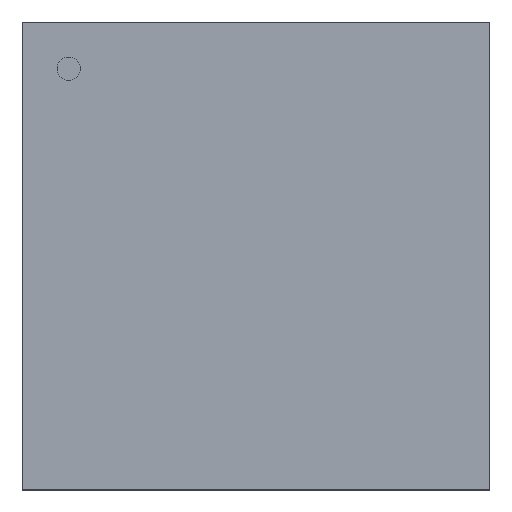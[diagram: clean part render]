
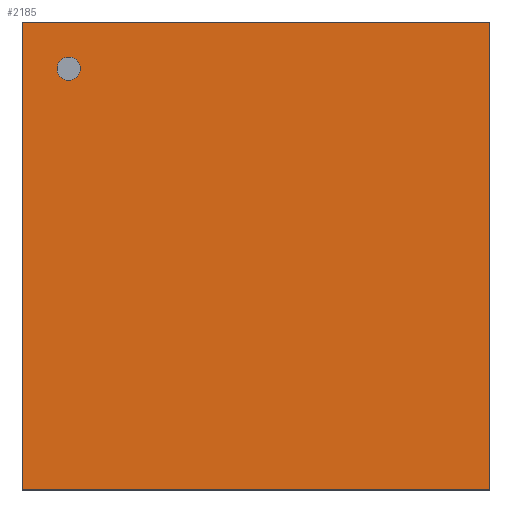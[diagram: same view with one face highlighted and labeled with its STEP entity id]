
A CAD part, top view. The second image highlights one B-rep face of the part: STEP entity #2185.
In plain terms, the highlighted planar face has unit normal (0, 0, 1).
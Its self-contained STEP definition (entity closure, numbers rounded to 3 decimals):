
#1961=CARTESIAN_POINT('',(5.08,-5.08,0.61));
#1960=VERTEX_POINT('',#1961);
#1971=CARTESIAN_POINT('',(-5.08,-5.08,0.61));
#1970=VERTEX_POINT('',#1971);
#1969=EDGE_CURVE('',#1970,#1960,#1974,.T.);
#1974=LINE('',#1971,#1976);
#1976=VECTOR('',#1977,10.16);
#1977=DIRECTION('',(1.0,0.0,0.0));
#2010=CARTESIAN_POINT('',(5.08,5.08,0.61));
#2009=VERTEX_POINT('',#2010);
#2018=EDGE_CURVE('',#1960,#2009,#2023,.T.);
#2023=LINE('',#1961,#2025);
#2025=VECTOR('',#2026,10.16);
#2026=DIRECTION('',(0.0,1.0,0.0));
#2059=CARTESIAN_POINT('',(-5.08,5.08,0.61));
#2058=VERTEX_POINT('',#2059);
#2067=EDGE_CURVE('',#2009,#2058,#2072,.T.);
#2072=LINE('',#2010,#2074);
#2074=VECTOR('',#2075,10.16);
#2075=DIRECTION('',(-1.0,0.0,0.0));
#2116=EDGE_CURVE('',#2058,#1970,#2121,.T.);
#2121=LINE('',#2059,#2123);
#2123=VECTOR('',#2124,10.16);
#2124=DIRECTION('',(0.0,-1.0,0.0));
#2185=ADVANCED_FACE('',(#2191),#2186,.T.);
#2186=PLANE('',#2187);
#2187=AXIS2_PLACEMENT_3D('',#2188,#2189,#2190);
#2188=CARTESIAN_POINT('',(-5.08,-5.08,0.61));
#2189=DIRECTION('',(0.0,0.0,1.0));
#2190=DIRECTION('',(0.,1.,0.));
#2191=FACE_OUTER_BOUND('',#2192,.T.);
#2192=EDGE_LOOP('',(#2193,#2203,#2213,#2223));
#2193=ORIENTED_EDGE('',*,*,#1969,.T.);
#2203=ORIENTED_EDGE('',*,*,#2018,.T.);
#2213=ORIENTED_EDGE('',*,*,#2067,.T.);
#2223=ORIENTED_EDGE('',*,*,#2116,.T.);
